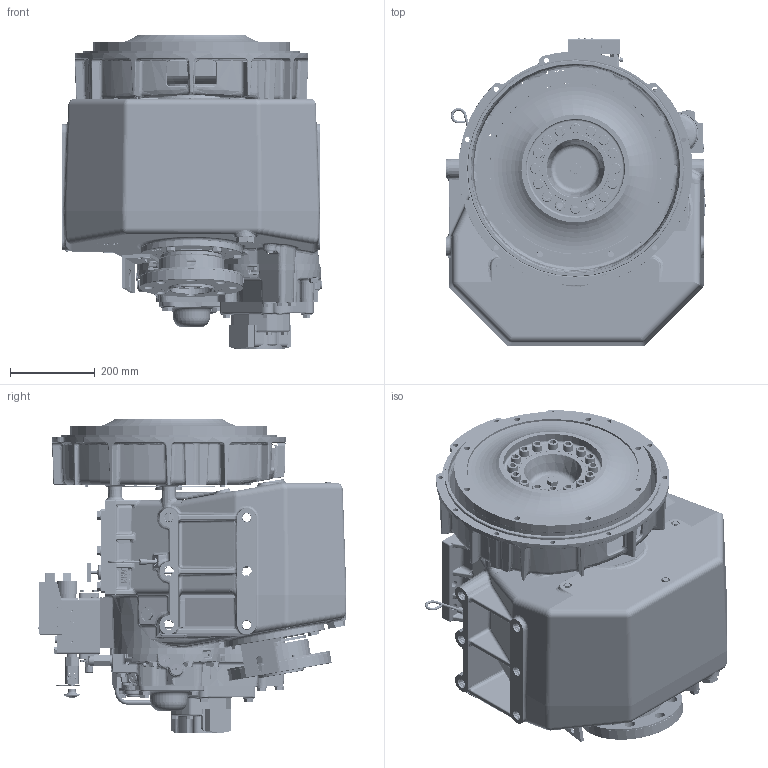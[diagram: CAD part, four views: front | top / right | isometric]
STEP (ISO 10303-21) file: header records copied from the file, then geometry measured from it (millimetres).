
FILE_DESCRIPTION (( 'STEP AP214' ), '1' );
FILE_NAME ('1027597.STEP', '2014-09-23T20:11:25', ( '' ), ( '' ), 'SwSTEP 2.0', 'SolidWorks 2010', '' );
FILE_SCHEMA (( 'AUTOMOTIVE_DESIGN' ));
Length unit declared in the file: millimetre
Products named in the file (1): 1027597
Bounding box: 612.68 x 730.22 x 742.31 mm (x, y, z)
Surface area: 4618888.9 mm2 (no closed solid volume)
Topology: 0 solids, 977 shells, 7163 faces, 25775 edges, 18916 vertices
Faces by surface type: plane 2370, cylinder 2027, bspline 1088, cone 740, torus 729, sphere 209
Entity records: 452308 total; most frequent: CARTESIAN_POINT 166596, DIRECTION 41943, ORIENTED_EDGE 38303, EDGE_CURVE 25564, VERTEX_POINT 18878, AXIS2_PLACEMENT_3D 15867, LINE 10209, VECTOR 10209
